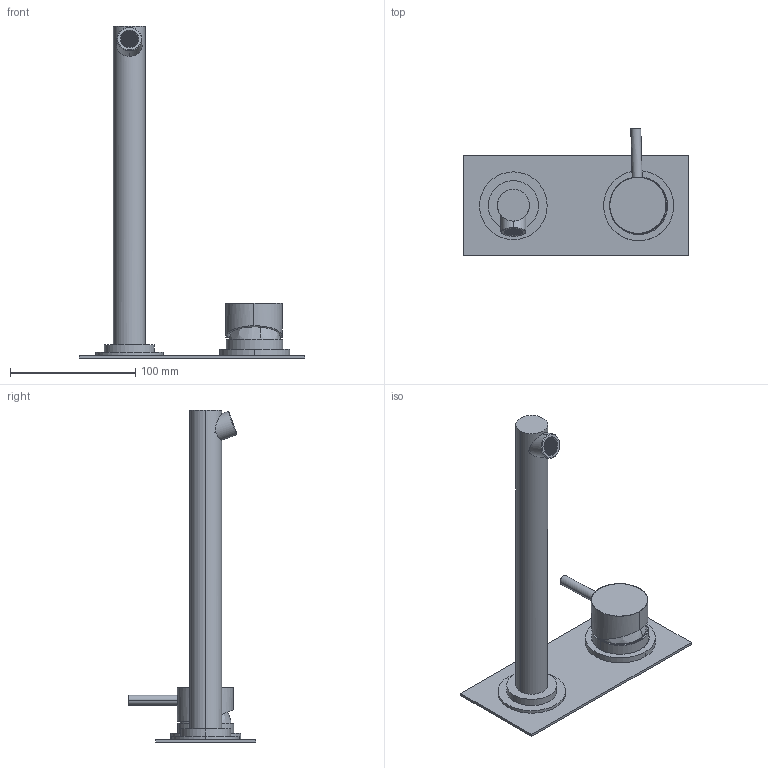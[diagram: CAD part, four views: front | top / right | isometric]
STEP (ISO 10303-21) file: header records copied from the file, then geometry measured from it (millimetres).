
FILE_DESCRIPTION (( 'STEP AP214' ), '1' );
FILE_NAME ('SWBMS250RH_STRIPPED.STEP', '2018-10-09T03:28:04', ( 'khoa' ), ( '' ), 'SwSTEP 2.0', 'SolidWorks 2016', '' );
FILE_SCHEMA (( 'AUTOMOTIVE_DESIGN' ));
Length unit declared in the file: millimetre
Products named in the file (2): SWBMS250RH_STRIPPED
Bounding box: 180 x 101.86 x 265 mm (x, y, z)
Volume: 214631.9 mm3; surface area: 72393.6 mm2
Topology: 5 solids, 5 shells, 1959 faces, 5923 edges, 3916 vertices
Faces by surface type: plane 1836, cylinder 68, cone 48, bspline 7
Entity records: 87941 total; most frequent: CARTESIAN_POINT 12655, ORIENTED_EDGE 11842, DIRECTION 10086, EDGE_CURVE 5921, VECTOR 5532, LINE 5532, VERTEX_POINT 3916, EDGE_LOOP 2543
